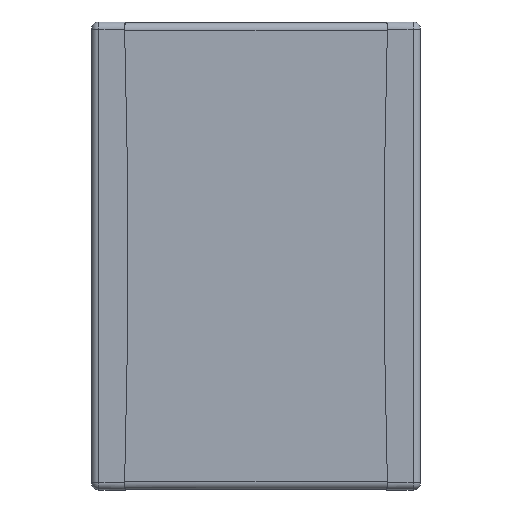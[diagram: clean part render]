
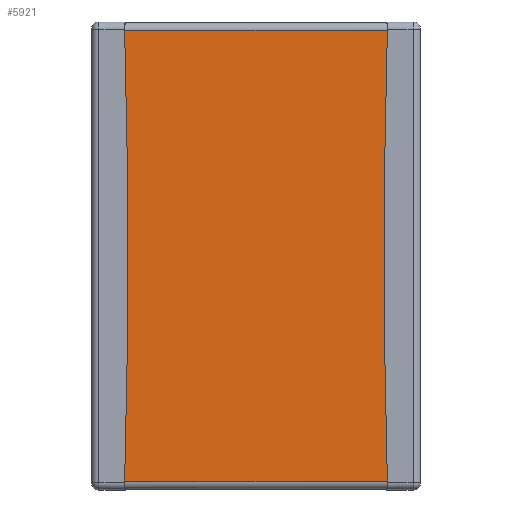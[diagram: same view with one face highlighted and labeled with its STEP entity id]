
A CAD part, top view. The second image highlights one B-rep face of the part: STEP entity #5921.
In plain terms, the highlighted planar face has unit normal (0, 0, 1).
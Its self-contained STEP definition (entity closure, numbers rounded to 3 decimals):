
#324=PLANE('',#6330);
#511=FACE_OUTER_BOUND('',#862,.T.);
#862=EDGE_LOOP('',(#4274,#4275,#4276,#4277));
#1331=LINE('',#8771,#1930);
#1332=LINE('',#8774,#1931);
#1930=VECTOR('',#6892,1.);
#1931=VECTOR('',#6895,1.);
#2491=CIRCLE('',#6278,102.425);
#2504=CIRCLE('',#6331,102.425);
#2543=VERTEX_POINT('',#7993);
#2544=VERTEX_POINT('',#7994);
#2779=VERTEX_POINT('',#8770);
#2780=VERTEX_POINT('',#8772);
#3137=EDGE_CURVE('',#2543,#2544,#2491,.T.);
#3374=EDGE_CURVE('',#2544,#2779,#1331,.T.);
#3375=EDGE_CURVE('',#2780,#2779,#2504,.T.);
#3376=EDGE_CURVE('',#2780,#2543,#1332,.T.);
#4274=ORIENTED_EDGE('',*,*,#3137,.T.);
#4275=ORIENTED_EDGE('',*,*,#3374,.T.);
#4276=ORIENTED_EDGE('',*,*,#3375,.F.);
#4277=ORIENTED_EDGE('',*,*,#3376,.T.);
#5921=ADVANCED_FACE('',(#511),#324,.T.);
#6278=AXIS2_PLACEMENT_3D('',#7995,#6654,#6655);
#6330=AXIS2_PLACEMENT_3D('',#8769,#6890,#6891);
#6331=AXIS2_PLACEMENT_3D('',#8773,#6893,#6894);
#6654=DIRECTION('center_axis',(0.,0.,-1.));
#6655=DIRECTION('ref_axis',(1.,0.,0.));
#6890=DIRECTION('center_axis',(0.,0.,1.));
#6891=DIRECTION('ref_axis',(0.,-1.,0.));
#6892=DIRECTION('',(1.,0.,0.));
#6893=DIRECTION('center_axis',(0.,0.,1.));
#6894=DIRECTION('ref_axis',(-1.,0.,0.));
#6895=DIRECTION('',(-1.,0.,0.));
#7993=CARTESIAN_POINT('',(-1.797,3.09,1.09));
#7994=CARTESIAN_POINT('',(-1.797,-3.09,1.09));
#7995=CARTESIAN_POINT('Origin',(-104.175,0.,1.09));
#8769=CARTESIAN_POINT('Origin',(-2.2,3.19,1.09));
#8770=CARTESIAN_POINT('',(1.796,-3.09,1.09));
#8771=CARTESIAN_POINT('',(-2.2,-3.09,1.09));
#8772=CARTESIAN_POINT('',(1.796,3.09,1.09));
#8773=CARTESIAN_POINT('Origin',(104.175,0.,1.09));
#8774=CARTESIAN_POINT('',(-2.2,3.09,1.09));
